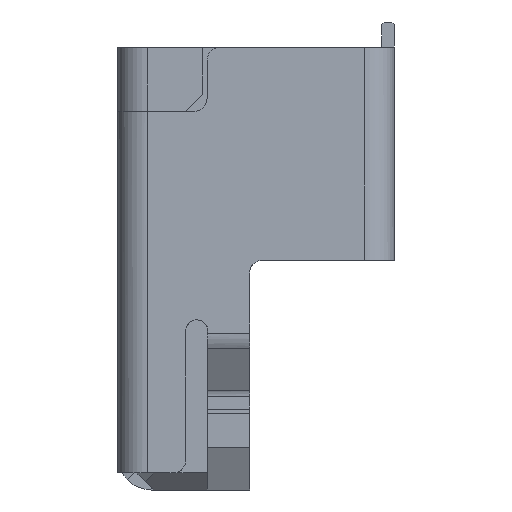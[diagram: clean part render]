
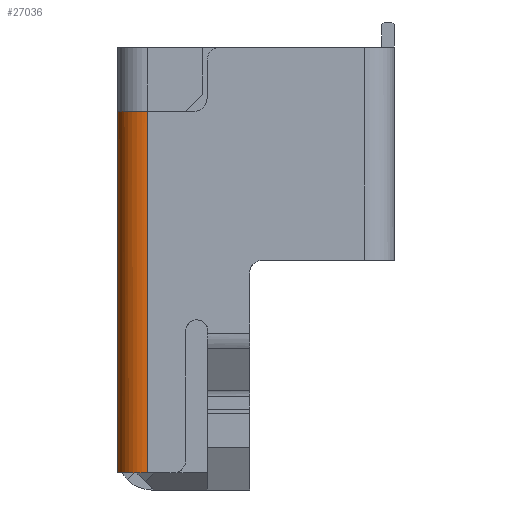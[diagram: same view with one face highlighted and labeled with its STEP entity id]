
A CAD part, left-side view. The second image highlights one B-rep face of the part: STEP entity #27036.
In plain terms, the highlighted free-form (B-spline) face has degree [1, 3] with [2, 4] control points.
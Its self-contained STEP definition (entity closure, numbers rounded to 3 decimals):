
#379 = CARTESIAN_POINT ( 'NONE',  ( -5.35, 1., -3.583 ) ) ;
#2139 = CARTESIAN_POINT ( 'NONE',  ( -5.35, 1., -5. ) ) ;
#3072 = B_SPLINE_CURVE_WITH_KNOTS ( 'NONE', 3,
 ( #18563, #20882, #379, #8057 ),
 .UNSPECIFIED., .F., .F.,
 ( 4, 4 ),
 ( 0., 1. ),
 .UNSPECIFIED. ) ;
#3975 = VERTEX_POINT ( 'NONE', #26250 ) ;
#4605 = CARTESIAN_POINT ( 'NONE',  ( -5.347, 1., -0.75 ) ) ;
#6371 = CARTESIAN_POINT ( 'NONE',  ( -5.532, 0.963, -5. ) ) ;
#7302 = B_SPLINE_CURVE_WITH_KNOTS ( 'NONE', 3,
 ( #27172, #22031, #32166, #6371, #11543, #19211 ),
 .UNSPECIFIED., .F., .F.,
 ( 4, 2, 4 ),
 ( 0., 0.5, 1. ),
 .UNSPECIFIED. ) ;
#7790 = B_SPLINE_CURVE_WITH_KNOTS ( 'NONE', 3,
 ( #11858, #14837, #9332, #22494, #32294, #14682 ),
 .UNSPECIFIED., .F., .F.,
 ( 4, 2, 4 ),
 ( 0., 0.5, 1. ),
 .UNSPECIFIED. ) ;
#8057 = CARTESIAN_POINT ( 'NONE',  ( -5.35, 1., -5. ) ) ;
#8812 = ORIENTED_EDGE ( 'NONE', *, *, #30366, .F. ) ;
#9332 = CARTESIAN_POINT ( 'NONE',  ( -5.532, 0.963, -0.75 ) ) ;
#9435 = CARTESIAN_POINT ( 'NONE',  ( -5.347, 1., -5. ) ) ;
#10087 = CARTESIAN_POINT ( 'NONE',  ( -5.702, 0.855, -0.75 ) ) ;
#11543 = CARTESIAN_POINT ( 'NONE',  ( -5.443, 1., -5. ) ) ;
#11858 = CARTESIAN_POINT ( 'NONE',  ( -5.35, 1., -0.75 ) ) ;
#12452 = EDGE_CURVE ( 'NONE', #30194, #22963, #21549, .T. ) ;
#13033 = ORIENTED_EDGE ( 'NONE', *, *, #12452, .F. ) ;
#14077 = VERTEX_POINT ( 'NONE', #2139 ) ;
#14308 = ORIENTED_EDGE ( 'NONE', *, *, #29870, .T. ) ;
#14682 = CARTESIAN_POINT ( 'NONE',  ( -5.7, 0.65, -0.75 ) ) ;
#14837 = CARTESIAN_POINT ( 'NONE',  ( -5.443, 1., -0.75 ) ) ;
#15218 =( BOUNDED_SURFACE ( )  B_SPLINE_SURFACE ( 1, 3, ( 
 ( #27413, #10087, #22438, #4605 ),
 ( #24584, #30072, #17128, #9435 ) ),
 .UNSPECIFIED., .F., .F., .F. ) 
 B_SPLINE_SURFACE_WITH_KNOTS ( ( 2, 2 ),
 ( 4, 4 ),
 ( 0.019, 0.981 ),
 ( 0., 1. ),
 .UNSPECIFIED. ) 
 GEOMETRIC_REPRESENTATION_ITEM ( )  RATIONAL_B_SPLINE_SURFACE ( (
 ( 1., 0.8, 0.8, 1.),
 ( 1., 0.8, 0.8, 1.) ) ) 
 REPRESENTATION_ITEM ( '' )  SURFACE ( )  );
#17120 = EDGE_CURVE ( 'NONE', #22963, #14077, #7302, .T. ) ;
#17128 = CARTESIAN_POINT ( 'NONE',  ( -5.555, 1.002, -5. ) ) ;
#17873 = ORIENTED_EDGE ( 'NONE', *, *, #17120, .F. ) ;
#18411 = CARTESIAN_POINT ( 'NONE',  ( -5.7, 0.65, -0.75 ) ) ;
#18563 = CARTESIAN_POINT ( 'NONE',  ( -5.35, 1., -0.75 ) ) ;
#19211 = CARTESIAN_POINT ( 'NONE',  ( -5.35, 1., -5. ) ) ;
#20882 = CARTESIAN_POINT ( 'NONE',  ( -5.35, 1., -2.167 ) ) ;
#21549 = B_SPLINE_CURVE_WITH_KNOTS ( 'NONE', 1,
 ( #18411, #28538 ),
 .UNSPECIFIED., .F., .F.,
 ( 2, 2 ),
 ( 0., 1. ),
 .UNSPECIFIED. ) ;
#22031 = CARTESIAN_POINT ( 'NONE',  ( -5.7, 0.743, -5. ) ) ;
#22438 = CARTESIAN_POINT ( 'NONE',  ( -5.555, 1.002, -0.75 ) ) ;
#22494 = CARTESIAN_POINT ( 'NONE',  ( -5.663, 0.832, -0.75 ) ) ;
#22597 = FACE_OUTER_BOUND ( 'NONE', #22854, .T. ) ;
#22854 = EDGE_LOOP ( 'NONE', ( #17873, #13033, #8812, #14308 ) ) ;
#22963 = VERTEX_POINT ( 'NONE', #25409 ) ;
#23985 = CARTESIAN_POINT ( 'NONE',  ( -5.7, 0.65, -0.75 ) ) ;
#24584 = CARTESIAN_POINT ( 'NONE',  ( -5.7, 0.647, -5. ) ) ;
#25409 = CARTESIAN_POINT ( 'NONE',  ( -5.7, 0.65, -5. ) ) ;
#26250 = CARTESIAN_POINT ( 'NONE',  ( -5.35, 1., -0.75 ) ) ;
#27036 = ADVANCED_FACE ( 'NONE', ( #22597 ), #15218, .F. ) ;
#27172 = CARTESIAN_POINT ( 'NONE',  ( -5.7, 0.65, -5. ) ) ;
#27413 = CARTESIAN_POINT ( 'NONE',  ( -5.7, 0.647, -0.75 ) ) ;
#28538 = CARTESIAN_POINT ( 'NONE',  ( -5.7, 0.65, -5. ) ) ;
#29870 = EDGE_CURVE ( 'NONE', #3975, #14077, #3072, .T. ) ;
#30072 = CARTESIAN_POINT ( 'NONE',  ( -5.702, 0.855, -5. ) ) ;
#30194 = VERTEX_POINT ( 'NONE', #23985 ) ;
#30366 = EDGE_CURVE ( 'NONE', #3975, #30194, #7790, .T. ) ;
#32166 = CARTESIAN_POINT ( 'NONE',  ( -5.663, 0.832, -5. ) ) ;
#32294 = CARTESIAN_POINT ( 'NONE',  ( -5.7, 0.743, -0.75 ) ) ;
